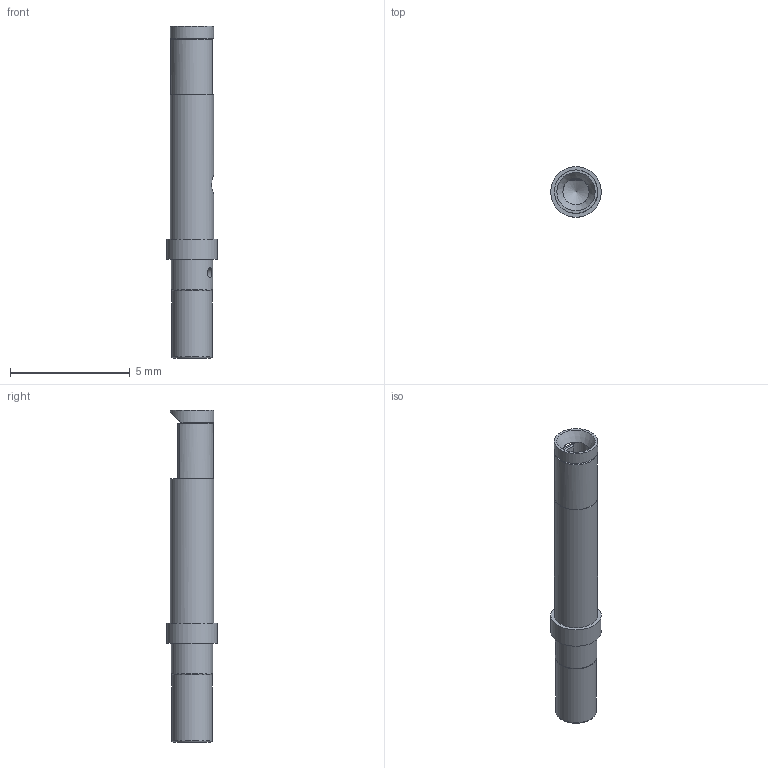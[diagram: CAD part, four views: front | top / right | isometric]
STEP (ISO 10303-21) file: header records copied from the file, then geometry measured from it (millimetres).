
FILE_DESCRIPTION(/* description */ ('Alibre Inc.'),/* implementation_level */ '2;1');
FILE_NAME(/* name */ 'export0',/* time_stamp */ '2012-09-25T14:58:42-07:00',/* author */ (''),/* organization */ (''),/* preprocessor_version */ 'ST-DEVELOPER v14',/* originating_system */ 'Alibre',/* authorisation */ '');
FILE_SCHEMA (('CONFIG_CONTROL_DESIGN'));
Length unit declared in the file: centimetre
Products named in the file (1): 110035
Bounding box: 2.11 x 2.11 x 13.84 mm (x, y, z)
Volume: 24.5 mm3; surface area: 132.4 mm2
Topology: 1 solids, 1 shells, 44 faces, 130 edges, 83 vertices
Faces by surface type: plane 25, cylinder 13, cone 4, torus 2
Full cylindrical faces by diameter (mm): 0.406 x1, 0.635 x1, 0.787 x1, 1.092 x1, 1.676 x1, 1.727 x1, 1.803 x2, 2.108 x1
Entity records: 1413 total; most frequent: CARTESIAN_POINT 333, ORIENTED_EDGE 206, DIRECTION 176, EDGE_CURVE 103, AXIS2_PLACEMENT_3D 76, VERTEX_POINT 74, FACE_BOUND 67, EDGE_LOOP 65
